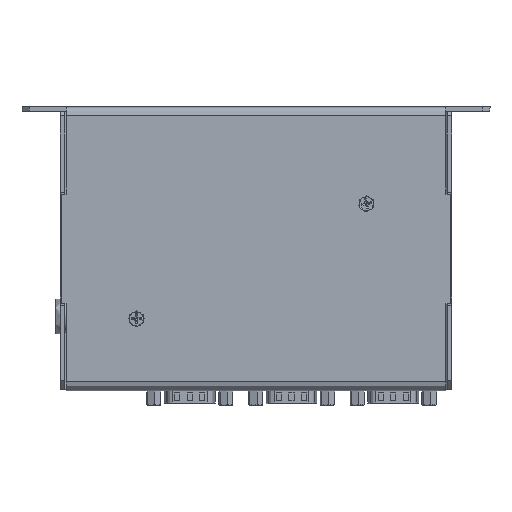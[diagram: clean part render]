
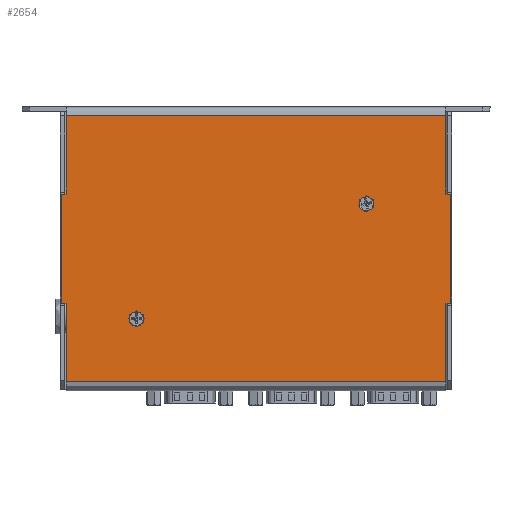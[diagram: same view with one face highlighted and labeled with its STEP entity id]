
A CAD part, front view. The second image highlights one B-rep face of the part: STEP entity #2654.
In plain terms, the highlighted planar face has unit normal (0, -1, 0).
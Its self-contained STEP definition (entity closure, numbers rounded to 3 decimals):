
#224 = CARTESIAN_POINT ( 'NONE',  ( 123.058, 96.23, 49.809 ) ) ;
#605 = ORIENTED_EDGE ( 'NONE', *, *, #87218, .T. ) ;
#1255 = ORIENTED_EDGE ( 'NONE', *, *, #46828, .F. ) ;
#2654 = ADVANCED_FACE ( 'NONE', ( #102628, #84771, #41027 ), #105936, .F. ) ;
#2874 = AXIS2_PLACEMENT_3D ( 'NONE', #52808, #10165, #59711 ) ;
#3562 = VERTEX_POINT ( 'NONE', #34536 ) ;
#5699 = VECTOR ( 'NONE', #39026, 1000. ) ;
#6392 = LINE ( 'NONE', #60254, #48733 ) ;
#6869 = VERTEX_POINT ( 'NONE', #55675 ) ;
#7191 = ORIENTED_EDGE ( 'NONE', *, *, #32973, .F. ) ;
#7477 = DIRECTION ( 'NONE',  ( 0., 0., 1. ) ) ;
#8086 = DIRECTION ( 'NONE',  ( 0., 0., -1. ) ) ;
#8111 = ORIENTED_EDGE ( 'NONE', *, *, #102714, .F. ) ;
#9062 = EDGE_CURVE ( 'NONE', #59476, #73749, #96959, .T. ) ;
#9349 = LINE ( 'NONE', #80678, #42710 ) ;
#10165 = DIRECTION ( 'NONE',  ( 0., -1., 0. ) ) ;
#10592 = DIRECTION ( 'NONE',  ( 0., 0., -1. ) ) ;
#11779 = DIRECTION ( 'NONE',  ( -1., 0., 0. ) ) ;
#11790 = CARTESIAN_POINT ( 'NONE',  ( 147.468, 96.23, 6.424 ) ) ;
#11834 = LINE ( 'NONE', #46821, #19570 ) ;
#13573 = CARTESIAN_POINT ( 'NONE',  ( 15.443, 96.23, 44.524 ) ) ;
#14753 = CARTESIAN_POINT ( 'NONE',  ( 156.455, 96.23, -43.601 ) ) ;
#15686 = DIRECTION ( 'NONE',  ( -1., 0., 0. ) ) ;
#16117 = DIRECTION ( 'NONE',  ( -1., 0., 0. ) ) ;
#16430 = VERTEX_POINT ( 'NONE', #101443 ) ;
#16476 = EDGE_LOOP ( 'NONE', ( #1255, #57811 ) ) ;
#17067 = ORIENTED_EDGE ( 'NONE', *, *, #104994, .F. ) ;
#17453 = ORIENTED_EDGE ( 'NONE', *, *, #91768, .F. ) ;
#19552 = DIRECTION ( 'NONE',  ( 0., 0., -1. ) ) ;
#19570 = VECTOR ( 'NONE', #80256, 1000. ) ;
#19859 = LINE ( 'NONE', #65142, #53157 ) ;
#20625 = CARTESIAN_POINT ( 'NONE',  ( 123.058, 96.23, 47.015 ) ) ;
#21250 = EDGE_CURVE ( 'NONE', #76390, #90119, #84646, .T. ) ;
#21494 = ORIENTED_EDGE ( 'NONE', *, *, #75033, .F. ) ;
#21854 = DIRECTION ( 'NONE',  ( 0., -1., 0. ) ) ;
#22099 = CIRCLE ( 'NONE', #63633, 2.794 ) ;
#22886 = CARTESIAN_POINT ( 'NONE',  ( 147.468, 96.23, 44.524 ) ) ;
#26967 = ORIENTED_EDGE ( 'NONE', *, *, #9062, .F. ) ;
#30278 = VERTEX_POINT ( 'NONE', #73728 ) ;
#32060 = DIRECTION ( 'NONE',  ( 0., 0., 1. ) ) ;
#32709 = VERTEX_POINT ( 'NONE', #38904 ) ;
#32973 = EDGE_CURVE ( 'NONE', #84428, #51169, #48498, .T. ) ;
#34536 = CARTESIAN_POINT ( 'NONE',  ( 43.074, 96.23, 12.598 ) ) ;
#36013 = AXIS2_PLACEMENT_3D ( 'NONE', #37995, #21854, #87615 ) ;
#36891 = DIRECTION ( 'NONE',  ( -1., 0., 0. ) ) ;
#37716 = LINE ( 'NONE', #61662, #65969 ) ;
#37995 = CARTESIAN_POINT ( 'NONE',  ( 123.058, 96.23, 49.809 ) ) ;
#38697 = EDGE_CURVE ( 'NONE', #30278, #91394, #103652, .T. ) ;
#38904 = CARTESIAN_POINT ( 'NONE',  ( 149.068, 96.23, 44.524 ) ) ;
#39026 = DIRECTION ( 'NONE',  ( 1., 0., 0. ) ) ;
#40203 = CIRCLE ( 'NONE', #2874, 2.794 ) ;
#41027 = FACE_OUTER_BOUND ( 'NONE', #55086, .T. ) ;
#41764 = EDGE_CURVE ( 'NONE', #73749, #16430, #69680, .T. ) ;
#42710 = VECTOR ( 'NONE', #15686, 1000. ) ;
#45103 = DIRECTION ( 'NONE',  ( 0., 0., -1. ) ) ;
#46735 = LINE ( 'NONE', #65315, #85396 ) ;
#46821 = CARTESIAN_POINT ( 'NONE',  ( 15.443, 96.23, -24.526 ) ) ;
#46828 = EDGE_CURVE ( 'NONE', #91394, #30278, #95508, .T. ) ;
#47456 = CARTESIAN_POINT ( 'NONE',  ( 15.443, 96.23, -20.755 ) ) ;
#47601 = CARTESIAN_POINT ( 'NONE',  ( 15.443, 96.23, 44.524 ) ) ;
#48498 = LINE ( 'NONE', #66530, #51089 ) ;
#48733 = VECTOR ( 'NONE', #11779, 1000. ) ;
#48905 = DIRECTION ( 'NONE',  ( 1., 0., 0. ) ) ;
#49049 = ORIENTED_EDGE ( 'NONE', *, *, #85900, .F. ) ;
#51089 = VECTOR ( 'NONE', #19552, 1000. ) ;
#51169 = VERTEX_POINT ( 'NONE', #22886 ) ;
#52808 = CARTESIAN_POINT ( 'NONE',  ( 43.074, 96.23, 9.804 ) ) ;
#52814 = ORIENTED_EDGE ( 'NONE', *, *, #41764, .F. ) ;
#53135 = EDGE_CURVE ( 'NONE', #90119, #92396, #46735, .T. ) ;
#53157 = VECTOR ( 'NONE', #48905, 1000. ) ;
#53291 = EDGE_CURVE ( 'NONE', #60547, #76390, #37716, .T. ) ;
#53431 = VERTEX_POINT ( 'NONE', #78154 ) ;
#55086 = EDGE_LOOP ( 'NONE', ( #7191, #605, #52814, #26967, #49049, #87000, #8111, #84728, #70705, #72197, #21494, #99527 ) ) ;
#55675 = CARTESIAN_POINT ( 'NONE',  ( 15.443, 96.23, 6.424 ) ) ;
#57584 = DIRECTION ( 'NONE',  ( 0., -1., 0. ) ) ;
#57811 = ORIENTED_EDGE ( 'NONE', *, *, #38697, .F. ) ;
#59476 = VERTEX_POINT ( 'NONE', #67421 ) ;
#59711 = DIRECTION ( 'NONE',  ( 0., 0., -1. ) ) ;
#60254 = CARTESIAN_POINT ( 'NONE',  ( 156.455, 96.23, 71.704 ) ) ;
#60547 = VERTEX_POINT ( 'NONE', #88452 ) ;
#60967 = LINE ( 'NONE', #64845, #95709 ) ;
#61662 = CARTESIAN_POINT ( 'NONE',  ( 147.468, 96.23, 6.424 ) ) ;
#63006 = CARTESIAN_POINT ( 'NONE',  ( 147.468, 96.23, 71.704 ) ) ;
#63633 = AXIS2_PLACEMENT_3D ( 'NONE', #94114, #85529, #86230 ) ;
#64300 = DIRECTION ( 'NONE',  ( 0., 1., 0. ) ) ;
#64845 = CARTESIAN_POINT ( 'NONE',  ( 149.068, 96.23, 6.424 ) ) ;
#65142 = CARTESIAN_POINT ( 'NONE',  ( 147.468, 96.23, 44.524 ) ) ;
#65315 = CARTESIAN_POINT ( 'NONE',  ( 156.455, 96.23, -20.755 ) ) ;
#65462 = CARTESIAN_POINT ( 'NONE',  ( 15.443, 96.23, 75.474 ) ) ;
#65969 = VECTOR ( 'NONE', #36891, 1000. ) ;
#66530 = CARTESIAN_POINT ( 'NONE',  ( 147.468, 96.23, 44.524 ) ) ;
#67421 = CARTESIAN_POINT ( 'NONE',  ( 13.843, 96.23, 44.524 ) ) ;
#69680 = LINE ( 'NONE', #65462, #80003 ) ;
#70705 = ORIENTED_EDGE ( 'NONE', *, *, #21250, .F. ) ;
#70989 = EDGE_LOOP ( 'NONE', ( #17067, #17453 ) ) ;
#72197 = ORIENTED_EDGE ( 'NONE', *, *, #53291, .F. ) ;
#72961 = CARTESIAN_POINT ( 'NONE',  ( 147.468, 96.23, -20.755 ) ) ;
#73728 = CARTESIAN_POINT ( 'NONE',  ( 123.058, 96.23, 52.603 ) ) ;
#73749 = VERTEX_POINT ( 'NONE', #13573 ) ;
#75033 = EDGE_CURVE ( 'NONE', #32709, #60547, #60967, .T. ) ;
#76390 = VERTEX_POINT ( 'NONE', #11790 ) ;
#78154 = CARTESIAN_POINT ( 'NONE',  ( 13.843, 96.23, 6.424 ) ) ;
#79534 = EDGE_CURVE ( 'NONE', #51169, #32709, #19859, .T. ) ;
#80003 = VECTOR ( 'NONE', #32060, 1000. ) ;
#80256 = DIRECTION ( 'NONE',  ( 0., 0., 1. ) ) ;
#80325 = CARTESIAN_POINT ( 'NONE',  ( 13.843, 96.23, 6.424 ) ) ;
#80678 = CARTESIAN_POINT ( 'NONE',  ( 15.443, 96.23, 6.424 ) ) ;
#81131 = LINE ( 'NONE', #80325, #87603 ) ;
#84234 = CARTESIAN_POINT ( 'NONE',  ( 147.468, 96.23, -24.526 ) ) ;
#84428 = VERTEX_POINT ( 'NONE', #63006 ) ;
#84646 = LINE ( 'NONE', #84234, #91028 ) ;
#84728 = ORIENTED_EDGE ( 'NONE', *, *, #53135, .F. ) ;
#84771 = FACE_BOUND ( 'NONE', #16476, .T. ) ;
#85396 = VECTOR ( 'NONE', #16117, 1000. ) ;
#85529 = DIRECTION ( 'NONE',  ( 0., -1., 0. ) ) ;
#85900 = EDGE_CURVE ( 'NONE', #53431, #59476, #81131, .T. ) ;
#86230 = DIRECTION ( 'NONE',  ( 0., 0., -1. ) ) ;
#87000 = ORIENTED_EDGE ( 'NONE', *, *, #92214, .F. ) ;
#87218 = EDGE_CURVE ( 'NONE', #84428, #16430, #6392, .T. ) ;
#87603 = VECTOR ( 'NONE', #7477, 1000. ) ;
#87615 = DIRECTION ( 'NONE',  ( 0., 0., -1. ) ) ;
#88452 = CARTESIAN_POINT ( 'NONE',  ( 149.068, 96.23, 6.424 ) ) ;
#89405 = VERTEX_POINT ( 'NONE', #105636 ) ;
#90119 = VERTEX_POINT ( 'NONE', #72961 ) ;
#90206 = DIRECTION ( 'NONE',  ( 0., 0., 1. ) ) ;
#90845 = AXIS2_PLACEMENT_3D ( 'NONE', #14753, #64300, #90206 ) ;
#91028 = VECTOR ( 'NONE', #45103, 1000. ) ;
#91394 = VERTEX_POINT ( 'NONE', #20625 ) ;
#91768 = EDGE_CURVE ( 'NONE', #3562, #89405, #40203, .T. ) ;
#92214 = EDGE_CURVE ( 'NONE', #6869, #53431, #9349, .T. ) ;
#92396 = VERTEX_POINT ( 'NONE', #47456 ) ;
#94114 = CARTESIAN_POINT ( 'NONE',  ( 43.074, 96.23, 9.804 ) ) ;
#95508 = CIRCLE ( 'NONE', #102716, 2.794 ) ;
#95709 = VECTOR ( 'NONE', #10592, 1000. ) ;
#96959 = LINE ( 'NONE', #47601, #5699 ) ;
#99527 = ORIENTED_EDGE ( 'NONE', *, *, #79534, .F. ) ;
#101443 = CARTESIAN_POINT ( 'NONE',  ( 15.443, 96.23, 71.704 ) ) ;
#102628 = FACE_BOUND ( 'NONE', #70989, .T. ) ;
#102714 = EDGE_CURVE ( 'NONE', #92396, #6869, #11834, .T. ) ;
#102716 = AXIS2_PLACEMENT_3D ( 'NONE', #224, #57584, #8086 ) ;
#103652 = CIRCLE ( 'NONE', #36013, 2.794 ) ;
#104994 = EDGE_CURVE ( 'NONE', #89405, #3562, #22099, .T. ) ;
#105636 = CARTESIAN_POINT ( 'NONE',  ( 43.074, 96.23, 7.01 ) ) ;
#105936 = PLANE ( 'NONE',  #90845 ) ;
